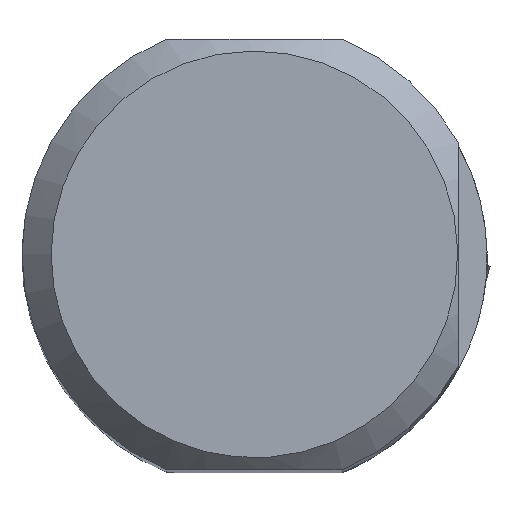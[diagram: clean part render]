
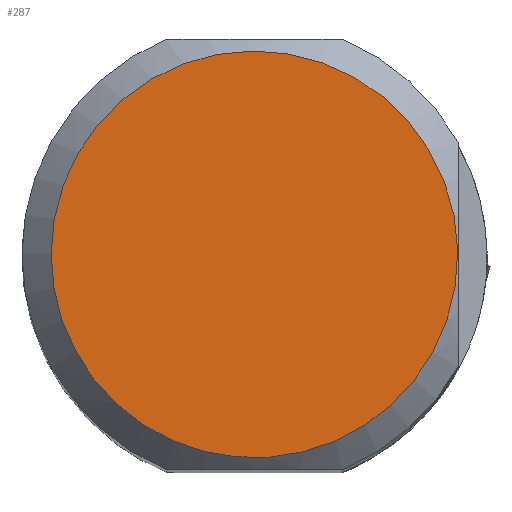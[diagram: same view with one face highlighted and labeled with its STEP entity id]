
A CAD part, top view. The second image highlights one B-rep face of the part: STEP entity #287.
In plain terms, the highlighted planar face has unit normal (0, 0, 1).
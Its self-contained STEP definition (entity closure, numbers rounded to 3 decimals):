
#195=CIRCLE('',#2091,17.478);
#287=ADVANCED_FACE('TB_BL_N5_SU8',(#437),#385,.F.);
#385=PLANE('',#2093);
#437=FACE_OUTER_BOUND('',#548,.T.);
#548=EDGE_LOOP('',(#1018));
#1018=ORIENTED_EDGE('',*,*,#1733,.T.);
#1529=VERTEX_POINT('',#3031);
#1733=EDGE_CURVE('',#1529,#1529,#195,.T.);
#2091=AXIS2_PLACEMENT_3D('',#3030,#2369,#2370);
#2093=AXIS2_PLACEMENT_3D('',#3041,#2373,#2374);
#2369=DIRECTION('',(0.,0.,1.));
#2370=DIRECTION('',(-1.,0.,0.));
#2373=DIRECTION('',(0.,0.,-1.));
#2374=DIRECTION('',(1.,0.,0.));
#3030=CARTESIAN_POINT('',(0.,0.,0.));
#3031=CARTESIAN_POINT('',(-17.478,0.,0.));
#3041=CARTESIAN_POINT('',(-17.478,0.,0.));
